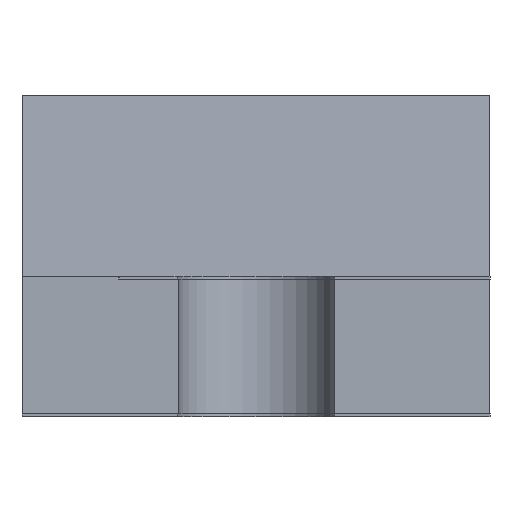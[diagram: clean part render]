
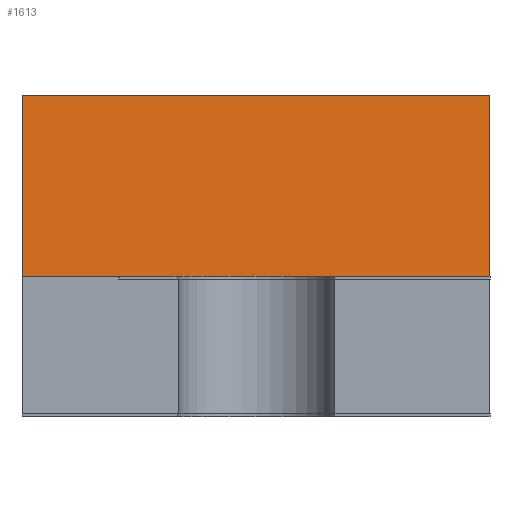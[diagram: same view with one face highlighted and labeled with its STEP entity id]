
A CAD part, left-side view. The second image highlights one B-rep face of the part: STEP entity #1613.
In plain terms, the highlighted planar face has unit normal (-0.997, 0, 0.08).
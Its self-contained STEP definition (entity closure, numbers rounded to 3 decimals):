
#224=ORIENTED_EDGE('',*,*,#528,.F.);
#225=ORIENTED_EDGE('',*,*,#527,.F.);
#226=ORIENTED_EDGE('',*,*,#529,.T.);
#227=ORIENTED_EDGE('',*,*,#530,.T.);
#527=EDGE_CURVE('',#692,#690,#840,.T.);
#528=EDGE_CURVE('',#690,#693,#841,.T.);
#529=EDGE_CURVE('',#692,#694,#842,.T.);
#530=EDGE_CURVE('',#694,#693,#843,.T.);
#690=VERTEX_POINT('',#2320);
#692=VERTEX_POINT('',#2324);
#693=VERTEX_POINT('',#2328);
#694=VERTEX_POINT('',#2330);
#840=LINE('',#2325,#1013);
#841=LINE('',#2327,#1014);
#842=LINE('',#2329,#1015);
#843=LINE('',#2331,#1016);
#1013=VECTOR('',#1933,1000.);
#1014=VECTOR('',#1936,1000.);
#1015=VECTOR('',#1937,1000.);
#1016=VECTOR('',#1938,1000.);
#1140=EDGE_LOOP('',(#224,#225,#226,#227));
#1221=FACE_BOUND('',#1140,.T.);
#1299=PLANE('',#1721);
#1613=ADVANCED_FACE('',(#1221),#1299,.T.);
#1721=AXIS2_PLACEMENT_3D('',#2326,#1934,#1935);
#1933=DIRECTION('',(0.,1.,0.));
#1934=DIRECTION('',(-0.997,0.,0.08));
#1935=DIRECTION('',(0.08,0.,0.997));
#1936=DIRECTION('',(0.08,0.,0.997));
#1937=DIRECTION('',(0.08,0.,0.997));
#1938=DIRECTION('',(0.,1.,0.));
#2320=CARTESIAN_POINT('',(-1.,0.8,0.));
#2324=CARTESIAN_POINT('',(-1.,-0.8,0.));
#2325=CARTESIAN_POINT('',(-1.,-0.8,0.));
#2326=CARTESIAN_POINT('',(-1.,-0.8,0.));
#2327=CARTESIAN_POINT('',(-1.,0.8,0.));
#2328=CARTESIAN_POINT('',(-0.95,0.8,0.62));
#2329=CARTESIAN_POINT('',(-1.,-0.8,0.));
#2330=CARTESIAN_POINT('',(-0.95,-0.8,0.62));
#2331=CARTESIAN_POINT('',(-0.95,-0.8,0.62));
